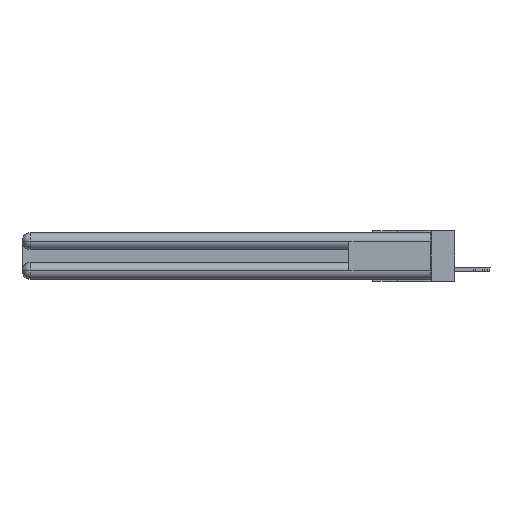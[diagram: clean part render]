
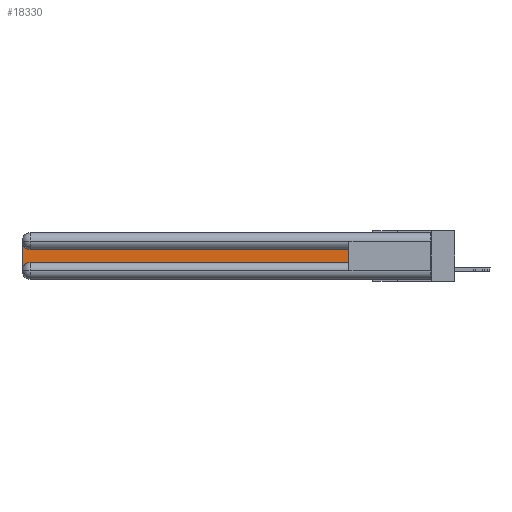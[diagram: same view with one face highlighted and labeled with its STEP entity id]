
A CAD part, left-side view. The second image highlights one B-rep face of the part: STEP entity #18330.
In plain terms, the highlighted planar face has unit normal (-1, 0, 0).
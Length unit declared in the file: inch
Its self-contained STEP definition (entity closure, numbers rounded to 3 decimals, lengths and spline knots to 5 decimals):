
#9 = CARTESIAN_POINT ( 'NONE',  ( 0.075, 2.94, -0.2775 ) ) ;
#588 = DIRECTION ( 'NONE',  ( 0., 0., -1. ) ) ;
#2151 = DIRECTION ( 'NONE',  ( 0., 0., -1. ) ) ;
#2276 = CARTESIAN_POINT ( 'NONE',  ( 0.075, 2.94, -0.0625 ) ) ;
#2512 = ORIENTED_EDGE ( 'NONE', *, *, #21214, .T. ) ;
#2794 = EDGE_LOOP ( 'NONE', ( #17980, #25924, #9563, #2512, #26075, #12160 ) ) ;
#3674 = VERTEX_POINT ( 'NONE', #14300 ) ;
#3700 = CARTESIAN_POINT ( 'NONE',  ( 0.075, 3., -0.2775 ) ) ;
#3884 = CARTESIAN_POINT ( 'NONE',  ( 0.075, 0.6, -0.2175 ) ) ;
#4173 = VECTOR ( 'NONE', #16760, 39.37008 ) ;
#4311 = DIRECTION ( 'NONE',  ( 1., 0., 0. ) ) ;
#5071 = AXIS2_PLACEMENT_3D ( 'NONE', #2276, #4311, #15094 ) ;
#6378 = CARTESIAN_POINT ( 'NONE',  ( 0.075, 3., -0.0625 ) ) ;
#6773 = LINE ( 'NONE', #3884, #4173 ) ;
#7314 = VERTEX_POINT ( 'NONE', #3700 ) ;
#9563 = ORIENTED_EDGE ( 'NONE', *, *, #24885, .T. ) ;
#10638 = CARTESIAN_POINT ( 'NONE',  ( 0.075, 3., -0.2175 ) ) ;
#11076 = AXIS2_PLACEMENT_3D ( 'NONE', #9, #14675, #2151 ) ;
#11081 = DIRECTION ( 'NONE',  ( 1., 0., 0. ) ) ;
#11146 = EDGE_CURVE ( 'NONE', #24095, #19368, #20263, .T. ) ;
#11265 = LINE ( 'NONE', #24063, #17856 ) ;
#11455 = VERTEX_POINT ( 'NONE', #13014 ) ;
#11816 = DIRECTION ( 'NONE',  ( 0., -1., 0. ) ) ;
#12160 = ORIENTED_EDGE ( 'NONE', *, *, #15286, .T. ) ;
#13014 = CARTESIAN_POINT ( 'NONE',  ( 0.075, 0.6, -0.1225 ) ) ;
#13111 = CARTESIAN_POINT ( 'NONE',  ( 0.075, 3., -0.1225 ) ) ;
#14300 = CARTESIAN_POINT ( 'NONE',  ( 0.075, 2.94, -0.1225 ) ) ;
#14675 = DIRECTION ( 'NONE',  ( 1., 0., 0. ) ) ;
#14828 = FACE_OUTER_BOUND ( 'NONE', #2794, .T. ) ;
#14932 = CIRCLE ( 'NONE', #5071, 0.06 ) ;
#15009 = DIRECTION ( 'NONE',  ( 0., 0., -1. ) ) ;
#15094 = DIRECTION ( 'NONE',  ( 0., 0., -1. ) ) ;
#15286 = EDGE_CURVE ( 'NONE', #19368, #11455, #6773, .T. ) ;
#16760 = DIRECTION ( 'NONE',  ( 0., 0., 1. ) ) ;
#16777 = VERTEX_POINT ( 'NONE', #6378 ) ;
#16925 = CARTESIAN_POINT ( 'NONE',  ( 0.075, 0.6, -0.2175 ) ) ;
#17141 = EDGE_CURVE ( 'NONE', #11455, #3674, #11265, .T. ) ;
#17444 = VECTOR ( 'NONE', #15009, 39.37008 ) ;
#17856 = VECTOR ( 'NONE', #20040, 39.37008 ) ;
#17980 = ORIENTED_EDGE ( 'NONE', *, *, #17141, .T. ) ;
#18330 = ADVANCED_FACE ( 'NONE', ( #14828 ), #20752, .F. ) ;
#19136 = AXIS2_PLACEMENT_3D ( 'NONE', #13111, #11081, #588 ) ;
#19368 = VERTEX_POINT ( 'NONE', #16925 ) ;
#20040 = DIRECTION ( 'NONE',  ( 0., 1., 0. ) ) ;
#20263 = LINE ( 'NONE', #24192, #23200 ) ;
#20752 = PLANE ( 'NONE',  #19136 ) ;
#21214 = EDGE_CURVE ( 'NONE', #7314, #24095, #21885, .T. ) ;
#21333 = LINE ( 'NONE', #10638, #17444 ) ;
#21885 = CIRCLE ( 'NONE', #11076, 0.06 ) ;
#22664 = EDGE_CURVE ( 'NONE', #3674, #16777, #14932, .T. ) ;
#23200 = VECTOR ( 'NONE', #11816, 39.37008 ) ;
#24063 = CARTESIAN_POINT ( 'NONE',  ( 0.075, 0.6, -0.1225 ) ) ;
#24095 = VERTEX_POINT ( 'NONE', #24376 ) ;
#24192 = CARTESIAN_POINT ( 'NONE',  ( 0.075, 0.6, -0.2175 ) ) ;
#24376 = CARTESIAN_POINT ( 'NONE',  ( 0.075, 2.94, -0.2175 ) ) ;
#24885 = EDGE_CURVE ( 'NONE', #16777, #7314, #21333, .T. ) ;
#25924 = ORIENTED_EDGE ( 'NONE', *, *, #22664, .T. ) ;
#26075 = ORIENTED_EDGE ( 'NONE', *, *, #11146, .T. ) ;
